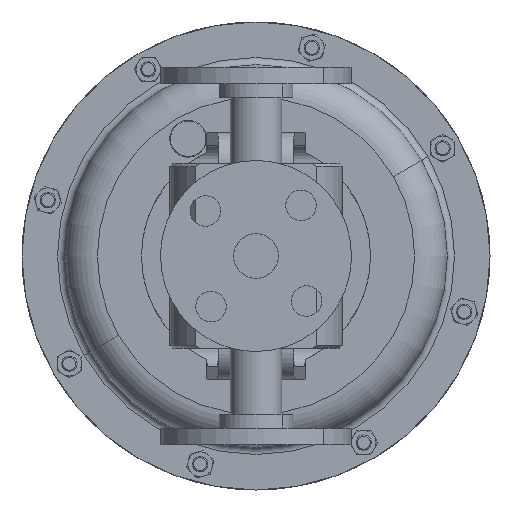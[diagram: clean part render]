
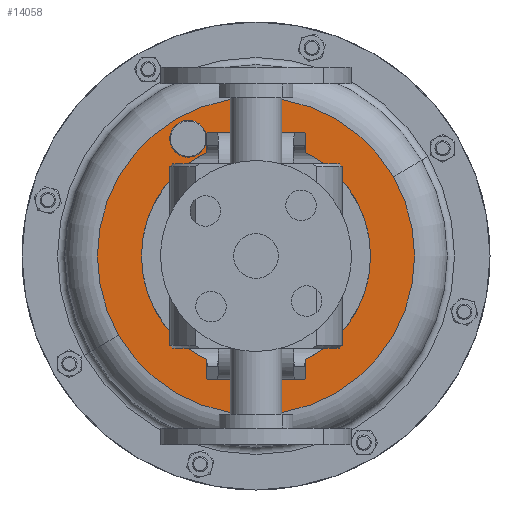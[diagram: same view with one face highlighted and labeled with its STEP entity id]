
A CAD part, front view. The second image highlights one B-rep face of the part: STEP entity #14058.
In plain terms, the highlighted planar face has unit normal (0, -1, 0).
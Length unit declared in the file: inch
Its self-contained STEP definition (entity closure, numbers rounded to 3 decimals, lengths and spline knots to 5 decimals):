
#349 = ORIENTED_EDGE ( 'NONE', *, *, #2798, .T. ) ;
#488 = CARTESIAN_POINT ( 'NONE',  ( 2.78774, 8.012, -0.2655 ) ) ;
#625 = VERTEX_POINT ( 'NONE', #5641 ) ;
#764 = VERTEX_POINT ( 'NONE', #488 ) ;
#918 = EDGE_LOOP ( 'NONE', ( #5107, #349 ) ) ;
#1139 = DIRECTION ( 'NONE',  ( 0.866, 0., 0.5 ) ) ;
#1248 = EDGE_CURVE ( 'NONE', #7545, #764, #5162, .T. ) ;
#1698 = AXIS2_PLACEMENT_3D ( 'NONE', #11704, #4370, #12941 ) ;
#1926 = FACE_BOUND ( 'NONE', #918, .T. ) ;
#2359 = CARTESIAN_POINT ( 'NONE',  ( -1.6095, 8.012, 0.91274 ) ) ;
#2798 = EDGE_CURVE ( 'NONE', #13338, #12950, #9719, .T. ) ;
#3219 = ORIENTED_EDGE ( 'NONE', *, *, #3870, .T. ) ;
#3270 = DIRECTION ( 'NONE',  ( -0.866, 0., -0.5 ) ) ;
#3320 = CIRCLE ( 'NONE', #1698, 0.375 ) ;
#3342 = CARTESIAN_POINT ( 'NONE',  ( -1.375, 8.012, 0.50657 ) ) ;
#3374 = DIRECTION ( 'NONE',  ( 0., 1., 0. ) ) ;
#3415 = DIRECTION ( 'NONE',  ( 0., 1., 0. ) ) ;
#3428 = CARTESIAN_POINT ( 'NONE',  ( 0., 8.012, -1.875 ) ) ;
#3482 = ORIENTED_EDGE ( 'NONE', *, *, #1248, .F. ) ;
#3870 = EDGE_CURVE ( 'NONE', #10599, #625, #12006, .T. ) ;
#3894 = DIRECTION ( 'NONE',  ( 0., 1., 0. ) ) ;
#4333 = AXIS2_PLACEMENT_3D ( 'NONE', #2359, #8550, #1139 ) ;
#4370 = DIRECTION ( 'NONE',  ( 0., 1., 0. ) ) ;
#4590 = DIRECTION ( 'NONE',  ( -0.922, 0., -0.387 ) ) ;
#5012 = CARTESIAN_POINT ( 'NONE',  ( 0., 8.012, -1.875 ) ) ;
#5107 = ORIENTED_EDGE ( 'NONE', *, *, #15577, .T. ) ;
#5162 = CIRCLE ( 'NONE', #15807, 3.219 ) ;
#5641 = CARTESIAN_POINT ( 'NONE',  ( -1.02918, 8.012, 0.65161 ) ) ;
#6222 = EDGE_CURVE ( 'NONE', #625, #10599, #3320, .T. ) ;
#6250 = DIRECTION ( 'NONE',  ( 0., 0., -1. ) ) ;
#6479 = CARTESIAN_POINT ( 'NONE',  ( 0., 8.012, -4.2 ) ) ;
#6774 = EDGE_LOOP ( 'NONE', ( #3219, #15990 ) ) ;
#7545 = VERTEX_POINT ( 'NONE', #15054 ) ;
#7627 = AXIS2_PLACEMENT_3D ( 'NONE', #11214, #3894, #12469 ) ;
#8135 = CIRCLE ( 'NONE', #7627, 3.219 ) ;
#8495 = FACE_BOUND ( 'NONE', #6774, .T. ) ;
#8550 = DIRECTION ( 'NONE',  ( 0., -1., 0. ) ) ;
#9719 = CIRCLE ( 'NONE', #15614, 2.325 ) ;
#10508 = ORIENTED_EDGE ( 'NONE', *, *, #14159, .F. ) ;
#10599 = VERTEX_POINT ( 'NONE', #11440 ) ;
#10733 = CARTESIAN_POINT ( 'NONE',  ( 0., 8.012, -1.875 ) ) ;
#11068 = AXIS2_PLACEMENT_3D ( 'NONE', #3342, #11914, #4590 ) ;
#11108 = CIRCLE ( 'NONE', #14732, 2.325 ) ;
#11214 = CARTESIAN_POINT ( 'NONE',  ( 0., 8.012, -1.875 ) ) ;
#11440 = CARTESIAN_POINT ( 'NONE',  ( -1.72082, 8.012, 0.36153 ) ) ;
#11704 = CARTESIAN_POINT ( 'NONE',  ( -1.375, 8.012, 0.50657 ) ) ;
#11766 = FACE_OUTER_BOUND ( 'NONE', #12689, .T. ) ;
#11914 = DIRECTION ( 'NONE',  ( 0., 1., 0. ) ) ;
#11978 = DIRECTION ( 'NONE',  ( 0., 0., -1. ) ) ;
#12006 = CIRCLE ( 'NONE', #11068, 0.375 ) ;
#12469 = DIRECTION ( 'NONE',  ( -0.866, 0., -0.5 ) ) ;
#12689 = EDGE_LOOP ( 'NONE', ( #3482, #10508 ) ) ;
#12941 = DIRECTION ( 'NONE',  ( -0.922, 0., -0.387 ) ) ;
#12950 = VERTEX_POINT ( 'NONE', #6479 ) ;
#13338 = VERTEX_POINT ( 'NONE', #15570 ) ;
#13595 = DIRECTION ( 'NONE',  ( 0., 1., 0. ) ) ;
#14058 = ADVANCED_FACE ( 'NONE', ( #1926, #11766, #8495 ), #15911, .T. ) ;
#14159 = EDGE_CURVE ( 'NONE', #764, #7545, #8135, .T. ) ;
#14732 = AXIS2_PLACEMENT_3D ( 'NONE', #5012, #13595, #6250 ) ;
#15054 = CARTESIAN_POINT ( 'NONE',  ( -2.78774, 8.012, -3.4845 ) ) ;
#15570 = CARTESIAN_POINT ( 'NONE',  ( 0., 8.012, 0.45 ) ) ;
#15577 = EDGE_CURVE ( 'NONE', #12950, #13338, #11108, .T. ) ;
#15614 = AXIS2_PLACEMENT_3D ( 'NONE', #10733, #3415, #11978 ) ;
#15807 = AXIS2_PLACEMENT_3D ( 'NONE', #3428, #3374, #3270 ) ;
#15911 = PLANE ( 'NONE',  #4333 ) ;
#15990 = ORIENTED_EDGE ( 'NONE', *, *, #6222, .T. ) ;
